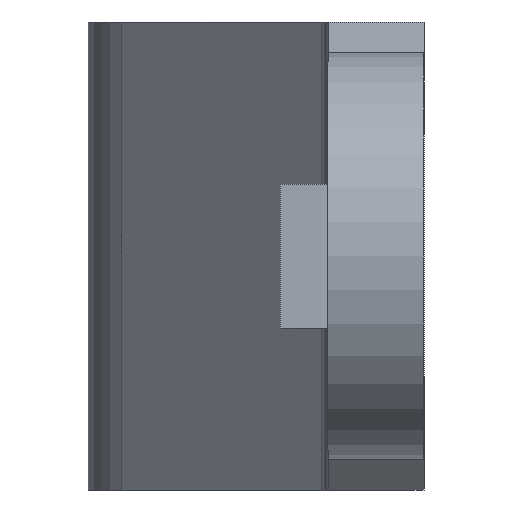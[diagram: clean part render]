
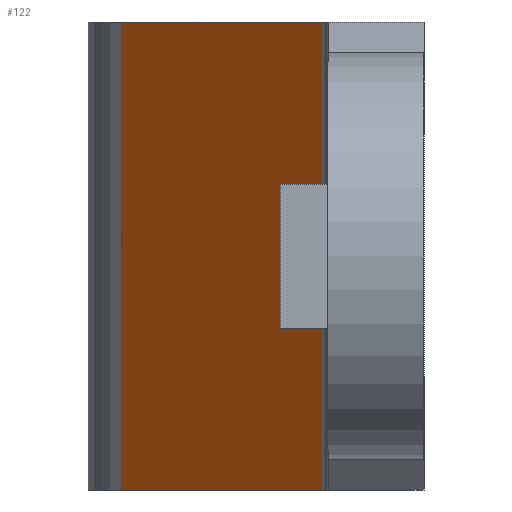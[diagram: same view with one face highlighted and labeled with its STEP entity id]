
A CAD part, left-side view. The second image highlights one B-rep face of the part: STEP entity #122.
In plain terms, the highlighted planar face has unit normal (-0.696, 0.718, 0).
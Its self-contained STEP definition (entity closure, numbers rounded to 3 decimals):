
#122 = ADVANCED_FACE( '', ( #254 ), #255, .F. );
#254 = FACE_OUTER_BOUND( '', #395, .T. );
#255 = PLANE( '', #396 );
#395 = EDGE_LOOP( '', ( #631, #632, #633, #634 ) );
#396 = AXIS2_PLACEMENT_3D( '', #635, #636, #637 );
#631 = ORIENTED_EDGE( '', *, *, #858, .T. );
#632 = ORIENTED_EDGE( '', *, *, #948, .T. );
#633 = ORIENTED_EDGE( '', *, *, #907, .F. );
#634 = ORIENTED_EDGE( '', *, *, #923, .T. );
#635 = CARTESIAN_POINT( '', ( 23.565, 12.591, 10. ) );
#636 = DIRECTION( '', ( 0.696, -0.718, 0. ) );
#637 = DIRECTION( '', ( 0.718, 0.696, 0. ) );
#858 = EDGE_CURVE( '', #1012, #1010, #1013, .T. );
#907 = EDGE_CURVE( '', #1096, #1092, #1098, .T. );
#923 = EDGE_CURVE( '', #1096, #1012, #1122, .T. );
#948 = EDGE_CURVE( '', #1010, #1092, #1160, .T. );
#1010 = VERTEX_POINT( '', #1235 );
#1012 = VERTEX_POINT( '', #1237 );
#1013 = LINE( '', #1238, #1239 );
#1092 = VERTEX_POINT( '', #1349 );
#1096 = VERTEX_POINT( '', #1354 );
#1098 = LINE( '', #1356, #1357 );
#1122 = LINE( '', #1389, #1390 );
#1160 = LINE( '', #1441, #1442 );
#1235 = CARTESIAN_POINT( '', ( 23.565, 12.591, -9.75 ) );
#1237 = CARTESIAN_POINT( '', ( 23.565, 12.591, 9.75 ) );
#1238 = CARTESIAN_POINT( '', ( 23.565, 12.591, 10. ) );
#1239 = VECTOR( '', #1544, 1000. );
#1349 = CARTESIAN_POINT( '', ( 14.991, 4.282, -9.75 ) );
#1354 = CARTESIAN_POINT( '', ( 14.991, 4.282, 9.75 ) );
#1356 = CARTESIAN_POINT( '', ( 14.991, 4.282, 10. ) );
#1357 = VECTOR( '', #1601, 1000. );
#1389 = CARTESIAN_POINT( '', ( 23.565, 12.591, 9.75 ) );
#1390 = VECTOR( '', #1622, 1000. );
#1441 = CARTESIAN_POINT( '', ( 23.565, 12.591, -9.75 ) );
#1442 = VECTOR( '', #1651, 1000. );
#1544 = DIRECTION( '', ( 0., 0., -1. ) );
#1601 = DIRECTION( '', ( 0., 0., -1. ) );
#1622 = DIRECTION( '', ( 0.718, 0.696, 0. ) );
#1651 = DIRECTION( '', ( -0.718, -0.696, 0. ) );
